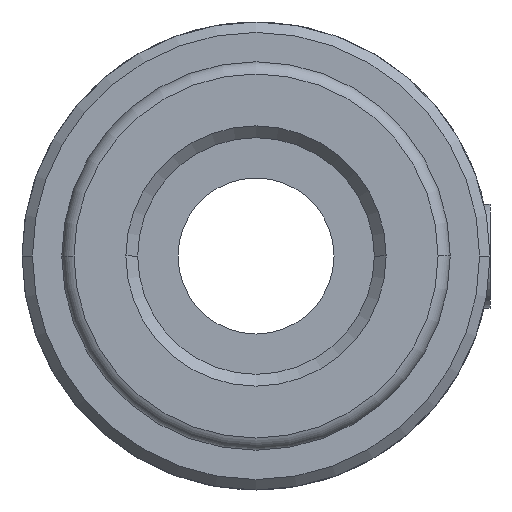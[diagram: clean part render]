
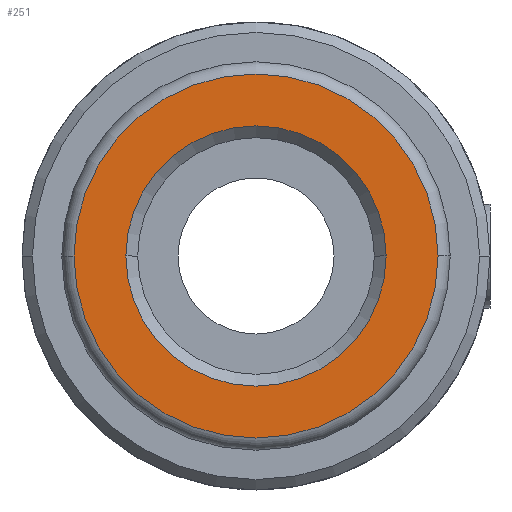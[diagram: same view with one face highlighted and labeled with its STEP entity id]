
A CAD part, front view. The second image highlights one B-rep face of the part: STEP entity #251.
In plain terms, the highlighted planar face has unit normal (0, -1, 0).
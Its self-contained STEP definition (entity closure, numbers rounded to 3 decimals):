
#251=ADVANCED_FACE('',(#526,#527),#528,.T.);
#526=FACE_BOUND('',#812,.T.);
#527=FACE_OUTER_BOUND('',#813,.T.);
#528=PLANE('',#814);
#812=EDGE_LOOP('',(#1456,#1457));
#813=EDGE_LOOP('',(#1458,#1459));
#814=AXIS2_PLACEMENT_3D('',#1460,#1461,#1462);
#1456=ORIENTED_EDGE('',*,*,#1771,.T.);
#1457=ORIENTED_EDGE('',*,*,#1700,.T.);
#1458=ORIENTED_EDGE('',*,*,#1861,.T.);
#1459=ORIENTED_EDGE('',*,*,#1881,.T.);
#1460=CARTESIAN_POINT('',(0.0,0.0,0.0));
#1461=DIRECTION('',(0.0,-1.0,0.0));
#1462=DIRECTION('',(-1.0,0.0,0.0));
#1700=EDGE_CURVE('',#2039,#2041,#2043,.T.);
#1771=EDGE_CURVE('',#2041,#2039,#2153,.T.);
#1861=EDGE_CURVE('',#2259,#2262,#2264,.T.);
#1881=EDGE_CURVE('',#2262,#2259,#2289,.T.);
#2039=VERTEX_POINT('',#2491);
#2041=VERTEX_POINT('',#2494);
#2043=CIRCLE('',#2497,5.005);
#2153=CIRCLE('',#2807,5.005);
#2259=VERTEX_POINT('',#3146);
#2262=VERTEX_POINT('',#3150);
#2264=CIRCLE('',#3153,7.0);
#2289=CIRCLE('',#3222,7.0);
#2491=CARTESIAN_POINT('',(5.005,0.0,0.));
#2494=CARTESIAN_POINT('',(-5.005,0.0,0.));
#2497=AXIS2_PLACEMENT_3D('',#3420,#3421,#3422);
#2807=AXIS2_PLACEMENT_3D('',#3528,#3529,#3530);
#3146=CARTESIAN_POINT('',(7.0,0.0,0.0));
#3150=CARTESIAN_POINT('',(-7.0,0.0,0.));
#3153=AXIS2_PLACEMENT_3D('',#3631,#3632,#3633);
#3222=AXIS2_PLACEMENT_3D('',#3649,#3650,#3651);
#3420=CARTESIAN_POINT('',(0.0,0.0,0.0));
#3421=DIRECTION('',(-0.0,1.0,0.0));
#3422=DIRECTION('',(1.0,0.0,0.0));
#3528=CARTESIAN_POINT('',(0.0,0.0,0.0));
#3529=DIRECTION('',(-0.0,1.0,0.0));
#3530=DIRECTION('',(1.0,0.0,0.0));
#3631=CARTESIAN_POINT('',(0.0,0.0,0.0));
#3632=DIRECTION('',(0.0,-1.0,0.0));
#3633=DIRECTION('',(1.0,0.0,0.0));
#3649=CARTESIAN_POINT('',(0.0,0.0,0.0));
#3650=DIRECTION('',(0.0,-1.0,0.0));
#3651=DIRECTION('',(1.0,0.0,0.0));
